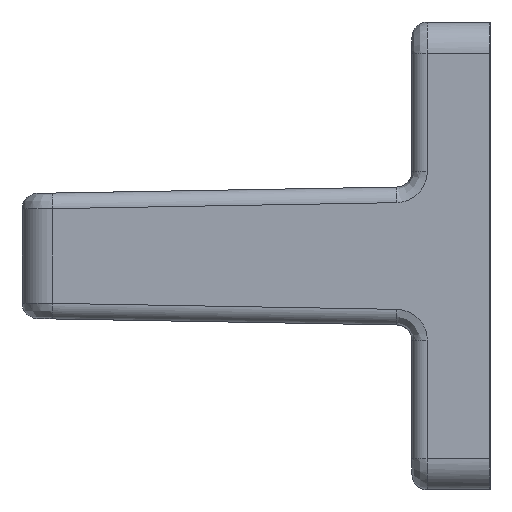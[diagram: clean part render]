
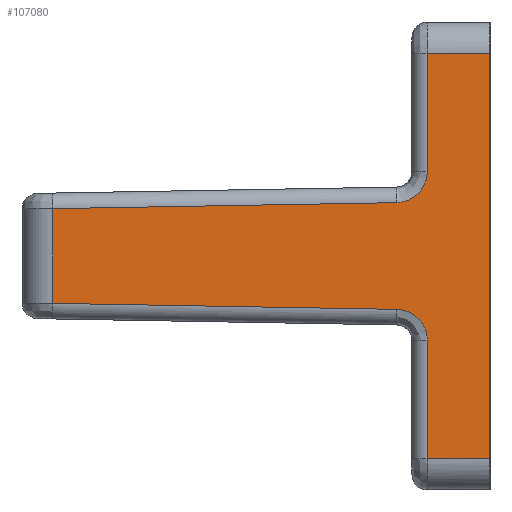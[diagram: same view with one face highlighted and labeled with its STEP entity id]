
A CAD part, left-side view. The second image highlights one B-rep face of the part: STEP entity #107080.
In plain terms, the highlighted planar face has unit normal (-1, 0.018, 0).
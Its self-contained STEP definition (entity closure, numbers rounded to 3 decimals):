
#11180=CARTESIAN_POINT('',(-0.93,4.017,9.));
#11190=VERTEX_POINT('',#11180);
#11370=CARTESIAN_POINT('',(-1.,0.,9.));
#11380=VERTEX_POINT('',#11370);
#11410=CARTESIAN_POINT('',(-1.,0.035,9.));
#11420=DIRECTION('',(-0.017,-1.,0.));
#11430=VECTOR('',#11420,1.);
#11440=LINE('',#11410,#11430);
#11450=EDGE_CURVE('',#11190,#11380,#11440,.T.);
#12160=CARTESIAN_POINT('',(-0.93,4.017,
-9.419));
#12170=VERTEX_POINT('',#12160);
#12200=CARTESIAN_POINT('',(-0.93,4.017,0.));
#12210=DIRECTION('',(0.,0.,-1.));
#12220=VECTOR('',#12210,1.);
#12230=LINE('',#12200,#12220);
#12240=CARTESIAN_POINT('',(-0.93,4.017,-17.));
#12250=VERTEX_POINT('',#12240);
#12260=EDGE_CURVE('',#12170,#12250,#12230,.T.);
#17950=CARTESIAN_POINT('',(-0.93,4.017,0.));
#17960=DIRECTION('',(0.,0.,1.));
#17970=VECTOR('',#17960,1.);
#17980=LINE('',#17950,#17970);
#17990=CARTESIAN_POINT('',(-0.93,4.017,
1.419));
#18000=VERTEX_POINT('',#17990);
#18010=EDGE_CURVE('',#18000,#11190,#17980,.T.);
#20470=CARTESIAN_POINT('',(-1.,0.035,-17.));
#20480=DIRECTION('',(-0.017,-1.,0.));
#20490=VECTOR('',#20480,1.);
#20500=LINE('',#20470,#20490);
#20510=CARTESIAN_POINT('',(-1.,0.,-17.));
#20520=VERTEX_POINT('',#20510);
#20530=EDGE_CURVE('',#12250,#20520,#20500,.T.);
#105020=CARTESIAN_POINT('',(-0.896,5.983,
-0.581));
#105030=VERTEX_POINT('',#105020);
#105060=CARTESIAN_POINT('',(-1.,0.017,
-0.477));
#105070=DIRECTION('',(0.017,1.,
-0.017));
#105080=VECTOR('',#105070,1.);
#105090=LINE('',#105060,#105080);
#105100=CARTESIAN_POINT('',(-0.511,28.035,
-0.966));
#105110=VERTEX_POINT('',#105100);
#105120=EDGE_CURVE('',#105030,#105110,#105090,.T.);
#106380=CARTESIAN_POINT('',(-1.,0.026,0.));
#106390=DIRECTION('',(1.,-0.017,0.));
#106400=DIRECTION('',(-0.017,-1.,0.));
#106410=AXIS2_PLACEMENT_3D('',#106380,#106390,#106400);
#106420=PLANE('',#106410);
#106430=CARTESIAN_POINT('',(-0.896,5.983,
-7.419));
#106440=CARTESIAN_POINT('',(-0.897,5.92,
-7.42));
#106450=CARTESIAN_POINT('',(-0.898,5.857,
-7.425));
#106460=CARTESIAN_POINT('',(-0.903,5.567,
-7.457));
#106470=CARTESIAN_POINT('',(-0.907,5.344,
-7.522));
#106480=CARTESIAN_POINT('',(-0.914,4.93,
-7.725));
#106490=CARTESIAN_POINT('',(-0.917,4.743,
-7.861));
#106500=CARTESIAN_POINT('',(-0.92,4.583,
-8.026));
#106510=CARTESIAN_POINT('',(-0.924,4.351,
-8.264));
#106520=CARTESIAN_POINT('',(-0.927,4.183,
-8.556));
#106530=CARTESIAN_POINT('',(-0.929,4.06,
-8.992));
#106540=CARTESIAN_POINT('',(-0.93,4.038,
-9.112));
#106550=CARTESIAN_POINT('',(-0.93,4.02,
-9.294));
#106560=CARTESIAN_POINT('',(-0.93,4.017,
-9.357));
#106570=CARTESIAN_POINT('',(-0.93,4.017,
-9.419));
#106580=B_SPLINE_CURVE_WITH_KNOTS('',3,(#106430,#106440,#106450,#106460,
#106470,#106480,#106490,#106500,#106510,#106520,#106530,#106540,#106550,
#106560,#106570),.UNSPECIFIED.,.F.,.F.,(4,2,2,3,2,2,4),(0.,
0.142,0.661,1.177,1.921,
2.194,2.334),.UNSPECIFIED.);
#106590=CARTESIAN_POINT('',(-0.896,5.983,
-7.419));
#106600=VERTEX_POINT('',#106590);
#106610=EDGE_CURVE('',#106600,#12170,#106580,.T.);
#106620=ORIENTED_EDGE('',*,*,#106610,.T.);
#106630=CARTESIAN_POINT('',(-1.,0.017,
-7.523));
#106640=DIRECTION('',(0.017,1.,
0.017));
#106650=VECTOR('',#106640,1.);
#106660=LINE('',#106630,#106650);
#106670=CARTESIAN_POINT('',(-0.511,28.035,
-7.034));
#106680=VERTEX_POINT('',#106670);
#106690=EDGE_CURVE('',#106600,#106680,#106660,.T.);
#106700=ORIENTED_EDGE('',*,*,#106690,.F.);
#106710=CARTESIAN_POINT('',(-0.511,28.035,0.));
#106720=DIRECTION('',(0.,0.,-1.));
#106730=VECTOR('',#106720,1.);
#106740=LINE('',#106710,#106730);
#106750=EDGE_CURVE('',#105110,#106680,#106740,.T.);
#106760=ORIENTED_EDGE('',*,*,#106750,.T.);
#106770=ORIENTED_EDGE('',*,*,#105120,.T.);
#106780=CARTESIAN_POINT('',(-0.93,4.017,
1.419));
#106790=CARTESIAN_POINT('',(-0.93,4.017,
1.357));
#106800=CARTESIAN_POINT('',(-0.93,4.02,
1.294));
#106810=CARTESIAN_POINT('',(-0.93,4.038,
1.112));
#106820=CARTESIAN_POINT('',(-0.929,4.06,
0.992));
#106830=CARTESIAN_POINT('',(-0.927,4.183,
0.556));
#106840=CARTESIAN_POINT('',(-0.924,4.351,
0.264));
#106850=CARTESIAN_POINT('',(-0.92,4.583,
0.026));
#106860=CARTESIAN_POINT('',(-0.917,4.743,
-0.139));
#106870=CARTESIAN_POINT('',(-0.914,4.93,
-0.275));
#106880=CARTESIAN_POINT('',(-0.907,5.344,
-0.478));
#106890=CARTESIAN_POINT('',(-0.903,5.567,
-0.543));
#106900=CARTESIAN_POINT('',(-0.898,5.857,
-0.575));
#106910=CARTESIAN_POINT('',(-0.897,5.92,
-0.58));
#106920=CARTESIAN_POINT('',(-0.896,5.983,
-0.581));
#106930=B_SPLINE_CURVE_WITH_KNOTS('',3,(#106780,#106790,#106800,#106810,
#106820,#106830,#106840,#106850,#106860,#106870,#106880,#106890,#106900,
#106910,#106920),.UNSPECIFIED.,.F.,.F.,(4,2,2,3,2,2,4),(0.,
0.14,0.413,1.158,1.673,
2.192,2.334),.UNSPECIFIED.);
#106940=EDGE_CURVE('',#18000,#105030,#106930,.T.);
#106950=ORIENTED_EDGE('',*,*,#106940,.T.);
#106960=ORIENTED_EDGE('',*,*,#18010,.F.);
#106970=ORIENTED_EDGE('',*,*,#11450,.F.);
#106980=CARTESIAN_POINT('',(-1.,0.,0.));
#106990=DIRECTION('',(0.,0.,-1.));
#107000=VECTOR('',#106990,1.);
#107010=LINE('',#106980,#107000);
#107020=EDGE_CURVE('',#11380,#20520,#107010,.T.);
#107030=ORIENTED_EDGE('',*,*,#107020,.F.);
#107040=ORIENTED_EDGE('',*,*,#20530,.T.);
#107050=ORIENTED_EDGE('',*,*,#12260,.T.);
#107060=EDGE_LOOP('',(#107050,#107040,#107030,#106970,#106960,#106950,
#106770,#106760,#106700,#106620));
#107070=FACE_OUTER_BOUND('',#107060,.T.);
#107080=ADVANCED_FACE('',(#107070),#106420,.F.);
